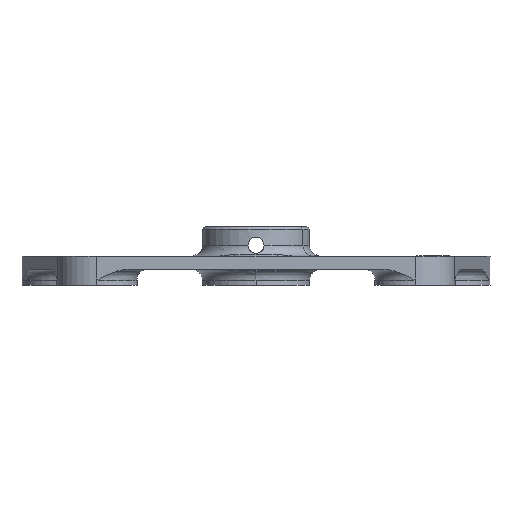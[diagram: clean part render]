
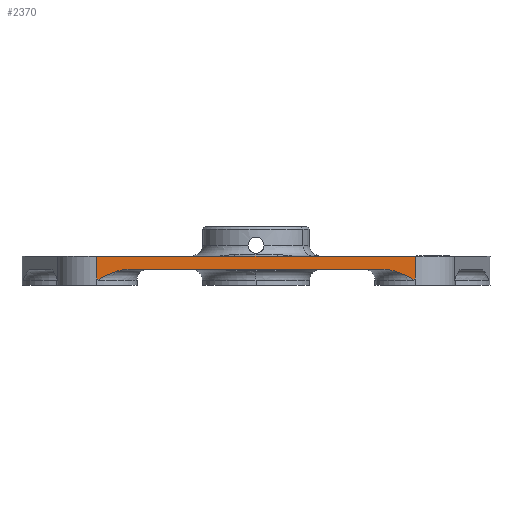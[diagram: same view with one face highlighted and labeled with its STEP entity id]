
A CAD part, left-side view. The second image highlights one B-rep face of the part: STEP entity #2370.
In plain terms, the highlighted planar face has unit normal (-1, 0, 0).
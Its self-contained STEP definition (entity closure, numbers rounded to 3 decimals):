
#2151=CARTESIAN_POINT('Vertex',(-74.459,-59.459,2.)) ;
#2170=CARTESIAN_POINT('Vertex',(-74.459,-59.459,11.)) ;
#2173=CARTESIAN_POINT('Line Origine',(-74.459,-59.459,3.)) ;
#2177=CARTESIAN_POINT('Vertex',(-74.459,-59.459,6.)) ;
#2180=CARTESIAN_POINT('Line Origine',(-74.459,-59.459,3.)) ;
#2239=CARTESIAN_POINT('Control Point',(-74.459,-47.797,6.)) ;
#2240=CARTESIAN_POINT('Control Point',(-74.459,-49.224,6.)) ;
#2241=CARTESIAN_POINT('Control Point',(-74.459,-50.626,5.76)) ;
#2242=CARTESIAN_POINT('Control Point',(-74.459,-51.947,5.389)) ;
#2243=CARTESIAN_POINT('Control Point',(-74.459,-54.3,4.543)) ;
#2244=CARTESIAN_POINT('Control Point',(-74.459,-56.498,3.513)) ;
#2245=CARTESIAN_POINT('Control Point',(-74.459,-57.493,3.016)) ;
#2246=CARTESIAN_POINT('Control Point',(-74.459,-58.476,2.508)) ;
#2247=CARTESIAN_POINT('Control Point',(-74.459,-59.459,2.)) ;
#2248=CARTESIAN_POINT('Vertex',(-74.459,-47.797,6.)) ;
#2307=CARTESIAN_POINT('Axis2P3D Location',(-74.459,59.459,0.)) ;
#2312=CARTESIAN_POINT('Line Origine',(-74.459,59.459,4.)) ;
#2316=CARTESIAN_POINT('Vertex',(-74.459,59.459,2.)) ;
#2318=CARTESIAN_POINT('Vertex',(-74.459,59.459,6.)) ;
#2322=CARTESIAN_POINT('Control Point',(-74.459,47.797,6.)) ;
#2323=CARTESIAN_POINT('Control Point',(-74.459,48.452,6.)) ;
#2324=CARTESIAN_POINT('Control Point',(-74.459,49.101,5.95)) ;
#2325=CARTESIAN_POINT('Control Point',(-74.459,49.739,5.859)) ;
#2326=CARTESIAN_POINT('Control Point',(-74.459,51.104,5.592)) ;
#2327=CARTESIAN_POINT('Control Point',(-74.459,52.408,5.2)) ;
#2328=CARTESIAN_POINT('Control Point',(-74.459,53.096,4.961)) ;
#2329=CARTESIAN_POINT('Control Point',(-74.459,54.526,4.411)) ;
#2330=CARTESIAN_POINT('Control Point',(-74.459,55.897,3.79)) ;
#2331=CARTESIAN_POINT('Control Point',(-74.459,56.61,3.448)) ;
#2332=CARTESIAN_POINT('Control Point',(-74.459,57.558,2.976)) ;
#2333=CARTESIAN_POINT('Control Point',(-74.459,58.497,2.496)) ;
#2334=CARTESIAN_POINT('Control Point',(-74.459,58.739,2.371)) ;
#2335=CARTESIAN_POINT('Control Point',(-74.459,59.028,2.222)) ;
#2336=CARTESIAN_POINT('Control Point',(-74.459,59.317,2.073)) ;
#2337=CARTESIAN_POINT('Control Point',(-74.459,59.364,2.049)) ;
#2338=CARTESIAN_POINT('Control Point',(-74.459,59.412,2.024)) ;
#2339=CARTESIAN_POINT('Control Point',(-74.459,59.459,2.)) ;
#2340=CARTESIAN_POINT('Vertex',(-74.459,47.797,6.)) ;
#2343=CARTESIAN_POINT('Line Origine',(-74.459,0.,6.)) ;
#2348=CARTESIAN_POINT('Line Origine',(-74.459,0.,11.)) ;
#2352=CARTESIAN_POINT('Vertex',(-74.459,59.459,11.)) ;
#2355=CARTESIAN_POINT('Line Origine',(-74.459,59.459,8.5)) ;
#2174=DIRECTION('Vector Direction',(0.,0.,1.)) ;
#2181=DIRECTION('Vector Direction',(0.,0.,1.)) ;
#2308=DIRECTION('Axis2P3D Direction',(-1.,0.,0.)) ;
#2309=DIRECTION('Axis2P3D XDirection',(0.,-1.,0.)) ;
#2313=DIRECTION('Vector Direction',(0.,0.,-1.)) ;
#2344=DIRECTION('Vector Direction',(0.,-1.,0.)) ;
#2349=DIRECTION('Vector Direction',(0.,-1.,0.)) ;
#2356=DIRECTION('Vector Direction',(0.,0.,1.)) ;
#2310=AXIS2_PLACEMENT_3D('Plane Axis2P3D',#2307,#2308,#2309) ;
#2361=ORIENTED_EDGE('',*,*,#2320,.F.) ;
#2362=ORIENTED_EDGE('',*,*,#2342,.T.) ;
#2363=ORIENTED_EDGE('',*,*,#2347,.T.) ;
#2364=ORIENTED_EDGE('',*,*,#2250,.T.) ;
#2365=ORIENTED_EDGE('',*,*,#2184,.F.) ;
#2366=ORIENTED_EDGE('',*,*,#2179,.T.) ;
#2367=ORIENTED_EDGE('',*,*,#2354,.F.) ;
#2368=ORIENTED_EDGE('',*,*,#2359,.F.) ;
#2175=VECTOR('Line Direction',#2174,1.) ;
#2182=VECTOR('Line Direction',#2181,1.) ;
#2314=VECTOR('Line Direction',#2313,1.) ;
#2345=VECTOR('Line Direction',#2344,1.) ;
#2350=VECTOR('Line Direction',#2349,1.) ;
#2357=VECTOR('Line Direction',#2356,1.) ;
#2370=ADVANCED_FACE('PartBody',(#2369),#2311,.T.) ;
#2238=B_SPLINE_CURVE_WITH_KNOTS('',5,(#2239,#2240,#2241,#2242,#2243,#2244,#2245,#2246,#2247),.UNSPECIFIED.,.F.,.U.,(6,3,6),(0.,10.095,18.802),.UNSPECIFIED.) ;
#2321=B_SPLINE_CURVE_WITH_KNOTS('',5,(#2322,#2323,#2324,#2325,#2326,#2327,#2328,#2329,#2330,#2331,#2332,#2333,#2334,#2335,#2336,#2337,#2338,#2339),.UNSPECIFIED.,.F.,.U.,(6,3,3,3,3,6),(0.,4.63,10.095,16.244,18.384,18.802),.UNSPECIFIED.) ;
#2179=EDGE_CURVE('',#2178,#2171,#2176,.T.) ;
#2184=EDGE_CURVE('',#2178,#2152,#2183,.F.) ;
#2250=EDGE_CURVE('',#2249,#2152,#2238,.T.) ;
#2320=EDGE_CURVE('',#2317,#2319,#2315,.F.) ;
#2342=EDGE_CURVE('',#2317,#2341,#2321,.F.) ;
#2347=EDGE_CURVE('',#2341,#2249,#2346,.T.) ;
#2354=EDGE_CURVE('',#2353,#2171,#2351,.T.) ;
#2359=EDGE_CURVE('',#2319,#2353,#2358,.T.) ;
#2360=EDGE_LOOP('',(#2361,#2362,#2363,#2364,#2365,#2366,#2367,#2368)) ;
#2369=FACE_OUTER_BOUND('',#2360,.T.) ;
#2176=LINE('Line',#2173,#2175) ;
#2183=LINE('Line',#2180,#2182) ;
#2315=LINE('Line',#2312,#2314) ;
#2346=LINE('Line',#2343,#2345) ;
#2351=LINE('Line',#2348,#2350) ;
#2358=LINE('Line',#2355,#2357) ;
#2311=PLANE('',#2310) ;
#2152=VERTEX_POINT('',#2151) ;
#2171=VERTEX_POINT('',#2170) ;
#2178=VERTEX_POINT('',#2177) ;
#2249=VERTEX_POINT('',#2248) ;
#2317=VERTEX_POINT('',#2316) ;
#2319=VERTEX_POINT('',#2318) ;
#2341=VERTEX_POINT('',#2340) ;
#2353=VERTEX_POINT('',#2352) ;
